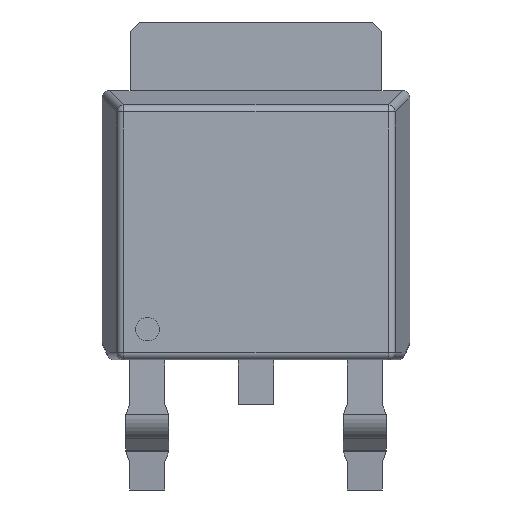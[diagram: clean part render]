
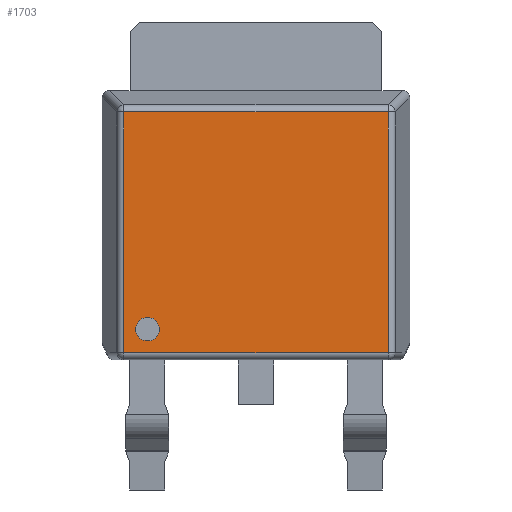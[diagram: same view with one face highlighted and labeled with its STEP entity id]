
A CAD part, top view. The second image highlights one B-rep face of the part: STEP entity #1703.
In plain terms, the highlighted planar face has unit normal (0, 0, 1).
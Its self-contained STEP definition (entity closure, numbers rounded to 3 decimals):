
#74=LINE('',#2564,#258);
#77=LINE('',#2582,#261);
#79=LINE('',#2585,#263);
#83=LINE('',#2594,#267);
#258=VECTOR('',#2060,5.588);
#261=VECTOR('',#2081,5.094);
#263=VECTOR('',#2085,5.588);
#267=VECTOR('',#2095,5.094);
#415=PLANE('',#1846);
#471=FACE_BOUND('',#615,.T.);
#511=FACE_OUTER_BOUND('',#614,.T.);
#614=EDGE_LOOP('',(#1299,#1300,#1301,#1302));
#615=EDGE_LOOP('',(#1303));
#676=CIRCLE('',#1767,0.25);
#720=VERTEX_POINT('',#2426);
#768=VERTEX_POINT('',#2548);
#772=VERTEX_POINT('',#2560);
#775=VERTEX_POINT('',#2570);
#778=VERTEX_POINT('',#2577);
#870=EDGE_CURVE('',#720,#720,#676,.T.);
#936=EDGE_CURVE('',#768,#772,#74,.T.);
#945=EDGE_CURVE('',#772,#778,#77,.T.);
#947=EDGE_CURVE('',#778,#775,#79,.T.);
#952=EDGE_CURVE('',#775,#768,#83,.T.);
#1299=ORIENTED_EDGE('',*,*,#936,.F.);
#1300=ORIENTED_EDGE('',*,*,#952,.F.);
#1301=ORIENTED_EDGE('',*,*,#947,.F.);
#1302=ORIENTED_EDGE('',*,*,#945,.F.);
#1303=ORIENTED_EDGE('',*,*,#870,.T.);
#1703=ADVANCED_FACE('',(#511,#471),#415,.T.);
#1767=AXIS2_PLACEMENT_3D('',#2427,#1928,#1929);
#1846=AXIS2_PLACEMENT_3D('',#2668,#2168,#2169);
#1928=DIRECTION('center_axis',(0.,0.,-1.));
#1929=DIRECTION('ref_axis',(1.,0.,0.));
#2060=DIRECTION('',(-1.,0.,0.));
#2081=DIRECTION('',(0.,1.,0.));
#2085=DIRECTION('',(1.,0.,0.));
#2095=DIRECTION('',(0.,-1.,0.));
#2168=DIRECTION('center_axis',(0.,0.,1.));
#2169=DIRECTION('ref_axis',(1.,0.,0.));
#2426=CARTESIAN_POINT('',(-2.544,-1.55,2.35));
#2427=CARTESIAN_POINT('Origin',(-2.294,-1.55,2.35));
#2548=CARTESIAN_POINT('',(2.794,-2.05,2.35));
#2560=CARTESIAN_POINT('',(-2.794,-2.05,2.35));
#2564=CARTESIAN_POINT('',(-1.625,-2.05,2.35));
#2570=CARTESIAN_POINT('',(2.794,3.044,2.35));
#2577=CARTESIAN_POINT('',(-2.794,3.044,2.35));
#2582=CARTESIAN_POINT('',(-2.794,1.363,2.35));
#2585=CARTESIAN_POINT('',(0.813,3.044,2.35));
#2594=CARTESIAN_POINT('',(2.794,-0.063,2.35));
#2668=CARTESIAN_POINT('Origin',(0.,0.65,2.35));
